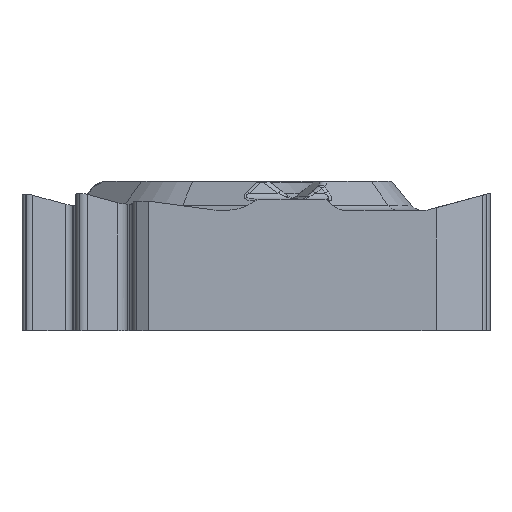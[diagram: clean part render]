
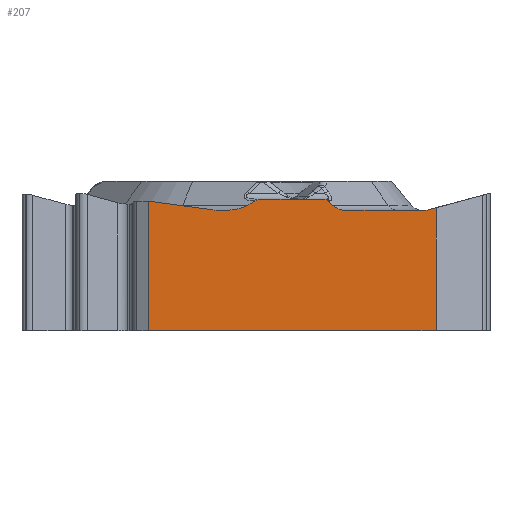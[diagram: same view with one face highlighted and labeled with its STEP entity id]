
A CAD part, left-side view. The second image highlights one B-rep face of the part: STEP entity #207.
In plain terms, the highlighted planar face has unit normal (-1, 0, 0).
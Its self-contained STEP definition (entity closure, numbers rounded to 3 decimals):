
#207=ADVANCED_FACE('',(#491),#429,.F.);
#429=PLANE('',#3789);
#491=FACE_OUTER_BOUND('',#707,.T.);
#707=EDGE_LOOP('',(#1171,#1172,#1173,#1174,#1175,#1176,#1177,#1178,#1179,
#1180,#1181,#1182,#1183,#1184,#1185,#1186));
#935=ELLIPSE('',#3784,0.489,0.415);
#936=ELLIPSE('',#3785,0.177,0.15);
#937=ELLIPSE('',#3786,0.3,0.15);
#938=ELLIPSE('',#3787,0.83,0.415);
#939=ELLIPSE('',#3788,0.83,0.415);
#1025=CIRCLE('',#3783,0.415);
#1171=ORIENTED_EDGE('',*,*,#2617,.T.);
#1172=ORIENTED_EDGE('',*,*,#2618,.F.);
#1173=ORIENTED_EDGE('',*,*,#2619,.T.);
#1174=ORIENTED_EDGE('',*,*,#2620,.T.);
#1175=ORIENTED_EDGE('',*,*,#2621,.F.);
#1176=ORIENTED_EDGE('',*,*,#2622,.T.);
#1177=ORIENTED_EDGE('',*,*,#2623,.F.);
#1178=ORIENTED_EDGE('',*,*,#2624,.F.);
#1179=ORIENTED_EDGE('',*,*,#2625,.T.);
#1180=ORIENTED_EDGE('',*,*,#2626,.F.);
#1181=ORIENTED_EDGE('',*,*,#2627,.F.);
#1182=ORIENTED_EDGE('',*,*,#2628,.T.);
#1183=ORIENTED_EDGE('',*,*,#2629,.F.);
#1184=ORIENTED_EDGE('',*,*,#2630,.T.);
#1185=ORIENTED_EDGE('',*,*,#2631,.T.);
#1186=ORIENTED_EDGE('',*,*,#2632,.F.);
#2279=VERTEX_POINT('',#5736);
#2280=VERTEX_POINT('',#5737);
#2281=VERTEX_POINT('',#5739);
#2282=VERTEX_POINT('',#5741);
#2283=VERTEX_POINT('',#5743);
#2284=VERTEX_POINT('',#5745);
#2285=VERTEX_POINT('',#5747);
#2286=VERTEX_POINT('',#5749);
#2287=VERTEX_POINT('',#5751);
#2288=VERTEX_POINT('',#5753);
#2289=VERTEX_POINT('',#5755);
#2290=VERTEX_POINT('',#5757);
#2291=VERTEX_POINT('',#5759);
#2292=VERTEX_POINT('',#5761);
#2293=VERTEX_POINT('',#5763);
#2294=VERTEX_POINT('',#5765);
#2617=EDGE_CURVE('',#2279,#2280,#3171,.T.);
#2618=EDGE_CURVE('',#2281,#2280,#3172,.T.);
#2619=EDGE_CURVE('',#2281,#2282,#3173,.T.);
#2620=EDGE_CURVE('',#2282,#2283,#1025,.T.);
#2621=EDGE_CURVE('',#2284,#2283,#3174,.T.);
#2622=EDGE_CURVE('',#2284,#2285,#935,.T.);
#2623=EDGE_CURVE('',#2286,#2285,#3175,.T.);
#2624=EDGE_CURVE('',#2287,#2286,#936,.T.);
#2625=EDGE_CURVE('',#2287,#2288,#3176,.T.);
#2626=EDGE_CURVE('',#2289,#2288,#937,.T.);
#2627=EDGE_CURVE('',#2290,#2289,#3177,.T.);
#2628=EDGE_CURVE('',#2290,#2291,#938,.T.);
#2629=EDGE_CURVE('',#2292,#2291,#3178,.T.);
#2630=EDGE_CURVE('',#2292,#2293,#939,.T.);
#2631=EDGE_CURVE('',#2293,#2294,#3179,.T.);
#2632=EDGE_CURVE('',#2279,#2294,#3180,.T.);
#3171=LINE('',#5735,#3435);
#3172=LINE('',#5738,#3436);
#3173=LINE('',#5740,#3437);
#3174=LINE('',#5744,#3438);
#3175=LINE('',#5748,#3439);
#3176=LINE('',#5752,#3440);
#3177=LINE('',#5756,#3441);
#3178=LINE('',#5760,#3442);
#3179=LINE('',#5764,#3443);
#3180=LINE('',#5766,#3444);
#3435=VECTOR('',#4196,1.);
#3436=VECTOR('',#4197,1.);
#3437=VECTOR('',#4198,1.);
#3438=VECTOR('',#4201,1.);
#3439=VECTOR('',#4204,1.);
#3440=VECTOR('',#4207,1.);
#3441=VECTOR('',#4210,1.);
#3442=VECTOR('',#4213,1.);
#3443=VECTOR('',#4216,1.);
#3444=VECTOR('',#4217,1.);
#3783=AXIS2_PLACEMENT_3D('',#5742,#4199,#4200);
#3784=AXIS2_PLACEMENT_3D('',#5746,#4202,#4203);
#3785=AXIS2_PLACEMENT_3D('',#5750,#4205,#4206);
#3786=AXIS2_PLACEMENT_3D('',#5754,#4208,#4209);
#3787=AXIS2_PLACEMENT_3D('',#5758,#4211,#4212);
#3788=AXIS2_PLACEMENT_3D('',#5762,#4214,#4215);
#3789=AXIS2_PLACEMENT_3D('',#5767,#4218,#4219);
#4196=DIRECTION('',(0.,-1.,0.));
#4197=DIRECTION('',(0.,0.,-1.));
#4198=DIRECTION('',(0.,0.966,-0.259));
#4199=DIRECTION('',(1.,0.,0.));
#4200=DIRECTION('',(0.,1.,0.));
#4201=DIRECTION('',(0.,-1.,0.));
#4202=DIRECTION('',(1.,0.,0.));
#4203=DIRECTION('',(0.,1.,0.));
#4204=DIRECTION('',(0.,-0.703,-0.711));
#4205=DIRECTION('',(1.,0.,0.));
#4206=DIRECTION('',(0.,-1.,0.));
#4207=DIRECTION('',(0.,1.,0.));
#4208=DIRECTION('',(1.,0.,0.));
#4209=DIRECTION('',(0.,1.,0.));
#4210=DIRECTION('',(0.,-0.859,0.512));
#4211=DIRECTION('',(1.,0.,0.));
#4212=DIRECTION('',(0.,1.,0.));
#4213=DIRECTION('',(0.,-1.,0.));
#4214=DIRECTION('',(1.,0.,0.));
#4215=DIRECTION('',(0.,-1.,0.));
#4216=DIRECTION('',(0.,0.991,0.133));
#4217=DIRECTION('',(0.,0.,1.));
#4218=DIRECTION('',(1.,0.,0.));
#4219=DIRECTION('',(0.,1.,0.));
#5735=CARTESIAN_POINT('',(-4.763,-7.335,-3.97));
#5736=CARTESIAN_POINT('',(-4.763,3.103,-3.97));
#5737=CARTESIAN_POINT('',(-4.763,-4.982,-3.97));
#5738=CARTESIAN_POINT('',(-4.763,-4.982,0.));
#5739=CARTESIAN_POINT('',(-4.762,-4.982,-0.514));
#5740=CARTESIAN_POINT('',(-4.763,6.381,-3.559));
#5741=CARTESIAN_POINT('',(-4.762,-4.77,-0.571));
#5742=CARTESIAN_POINT('',(-4.762,-4.662,-0.17));
#5743=CARTESIAN_POINT('',(-4.762,-4.662,-0.585));
#5744=CARTESIAN_POINT('',(-4.763,7.335,-0.585));
#5745=CARTESIAN_POINT('',(-4.763,-2.445,-0.585));
#5746=CARTESIAN_POINT('',(-4.763,-2.445,-0.17));
#5747=CARTESIAN_POINT('',(-4.763,-2.07,-0.437));
#5748=CARTESIAN_POINT('',(-4.763,2.801,4.486));
#5749=CARTESIAN_POINT('',(-4.763,-1.958,-0.324));
#5750=CARTESIAN_POINT('',(-4.763,-1.823,-0.42));
#5751=CARTESIAN_POINT('',(-4.763,-1.823,-0.27));
#5752=CARTESIAN_POINT('',(-4.763,7.335,-0.27));
#5753=CARTESIAN_POINT('',(-4.763,-0.11,-0.27));
#5754=CARTESIAN_POINT('',(-4.763,-0.11,-0.42));
#5755=CARTESIAN_POINT('',(-4.763,0.12,-0.324));
#5756=CARTESIAN_POINT('',(-4.763,-5.524,3.039));
#5757=CARTESIAN_POINT('',(-4.763,0.31,-0.437));
#5758=CARTESIAN_POINT('',(-4.763,0.946,-0.17));
#5759=CARTESIAN_POINT('',(-4.763,0.946,-0.585));
#5760=CARTESIAN_POINT('',(-4.763,-7.335,-0.585));
#5761=CARTESIAN_POINT('',(-4.763,1.075,-0.585));
#5762=CARTESIAN_POINT('',(-4.763,1.075,-0.17));
#5763=CARTESIAN_POINT('',(-4.763,1.29,-0.571));
#5764=CARTESIAN_POINT('',(-4.763,-7.108,-1.696));
#5765=CARTESIAN_POINT('',(-4.763,3.103,-0.328));
#5766=CARTESIAN_POINT('',(-4.763,3.103,0.));
#5767=CARTESIAN_POINT('',(-4.763,-7.335,0.));
